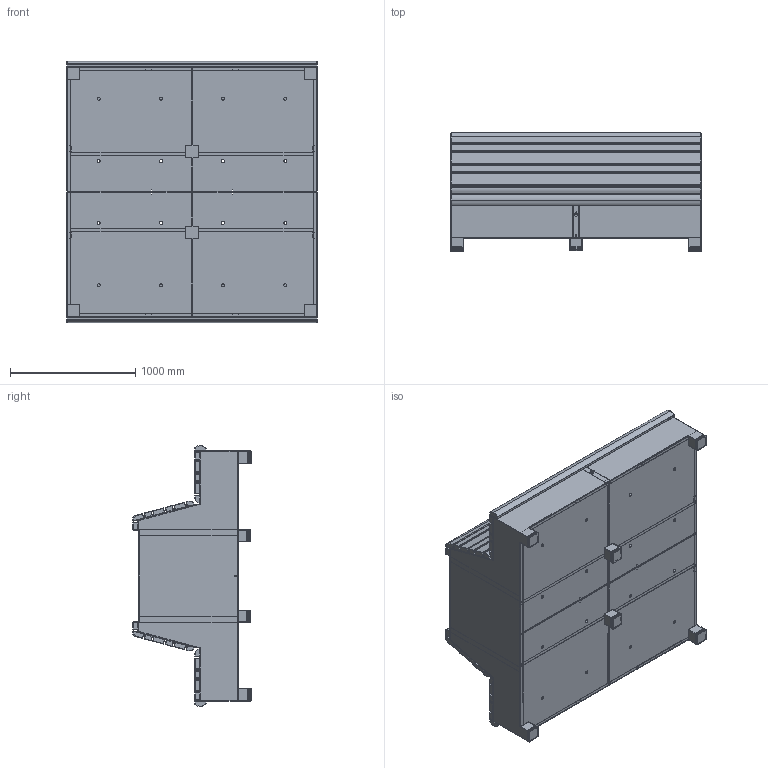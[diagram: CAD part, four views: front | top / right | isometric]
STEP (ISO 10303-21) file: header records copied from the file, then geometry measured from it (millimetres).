
FILE_DESCRIPTION (( 'STEP AP203' ), '1' );
FILE_NAME ('GP.2000.DB.CT.STEP', '2021-03-24T14:49:10', ( '' ), ( '' ), 'SwSTEP 2.0', 'SolidWorks 2020', '' );
FILE_SCHEMA (( 'CONFIG_CONTROL_DESIGN' ));
Length unit declared in the file: millimetre
Products named in the file (37): FURNS Brandtag sticker; GP.2000.DB.Ct Feet plate middle; GP.2000.DB.Ct Seat; GP.2000.DB.Ct Reinforcement-4; GP.2000.DB.Ct Wood Strip; GP.2000.DB.Ct Wood 60x40; GP.2000.DB.Ct Reinforcement-5; GP.2000.DB.Ct Reinforcement wall; GP.2000.DB.Ct Wood strip-2; GP.2000.DB.Ct Wood backrest; GP.2000.DB.Ct Wood backrest strip; GP.2000.DB.Ct Feet plate; GP.2000.DB.Ct Reinforcement-6; GP.2000.DB.Ct Wood sitting; GP.2000.DB.Ct Wood 90x40 top; GP.2000.DB.Ct Wood 90x40; GP.2000.DB.Ct Wall 2; GP.2000.DB.Ct Reinforcement-1; Gp.2000.DB.Ct Plastic feet 100x100; GP.2000.DB.Ct Wall-1; GP.2000.DB.CT; GP.2000.DB.Ct Reinforcement-2; GP.2000.DB.Ct Wood strip-1; GP.2000.DB.Ct Base; GP.2000.DB.Ct Reinforcement-3; GP.2000.DB.Ct Bottom-1; GP.2000.DB.Ct Wood 90x40 end; GP.2000.DB.Ct Wood front
Assembly tree (106 placements, depth 4):
  GP.2000.DB.CT
    GP.2000.DB.Ct Base
      GP.2000.DB.Ct Wall-1  x2
      GP.2000.DB.Ct Wall 2  x2
      GP.2000.DB.Ct Bottom-1  x4
      GP.2000.DB.Ct Reinforcement-1  x4
      GP.2000.DB.Ct Seat  x2
      GP.2000.DB.Ct Reinforcement wall  x4
      GP.2000.DB.Ct Reinforcement-2  x2
      GP.2000.DB.Ct Reinforcement-3  x2
      GP.2000.DB.Ct Feet plate  x4
      GP.2000.DB.Ct Feet plate middle  x4
      GP.2000.DB.Ct Reinforcement-4  x2
      GP.2000.DB.Ct Reinforcement-5  x2
      GP.2000.DB.Ct Reinforcement-6  x2
    GP.2000.DB.Ct Wood backrest
      GP.2000.DB.Ct Wood 90x40 top
      GP.2000.DB.Ct Wood 60x40  x3
      GP.2000.DB.Ct Wood 90x40  x2
      GP.2000.DB.Ct Wood 90x40 end
      GP.2000.DB.Ct Wood backrest strip  x4
    GP.2000.DB.Ct Wood sitting
      GP.2000.DB.Ct Wood front
      GP.2000.DB.Ct Wood 60x40  x2
      GP.2000.DB.Ct Wood 90x40  x2
      GP.2000.DB.Ct Wood 90x40 end
      GP.2000.DB.Ct Wood Strip
        GP.2000.DB.Ct Wood strip-1
        GP.2000.DB.Ct Wood strip-2
      GP.2000.DB.Ct Wood Strip
        GP.2000.DB.Ct Wood strip-1
        GP.2000.DB.Ct Wood strip-2
      GP.2000.DB.Ct Wood Strip
        GP.2000.DB.Ct Wood strip-1
        GP.2000.DB.Ct Wood strip-2
      GP.2000.DB.Ct Wood Strip
        GP.2000.DB.Ct Wood strip-1
        GP.2000.DB.Ct Wood strip-2
    GP.2000.DB.Ct Wood backrest
      GP.2000.DB.Ct Wood 90x40 top
      GP.2000.DB.Ct Wood 60x40  x3
      GP.2000.DB.Ct Wood 90x40  x2
      GP.2000.DB.Ct Wood 90x40 end
      GP.2000.DB.Ct Wood backrest strip  x4
    GP.2000.DB.Ct Wood sitting
      GP.2000.DB.Ct Wood front
      GP.2000.DB.Ct Wood 60x40  x2
      GP.2000.DB.Ct Wood 90x40  x2
      GP.2000.DB.Ct Wood 90x40 end
      GP.2000.DB.Ct Wood Strip
        GP.2000.DB.Ct Wood strip-1
        GP.2000.DB.Ct Wood strip-2
      GP.2000.DB.Ct Wood Strip
        GP.2000.DB.Ct Wood strip-1
        GP.2000.DB.Ct Wood strip-2
      GP.2000.DB.Ct Wood Strip
        GP.2000.DB.Ct Wood strip-1
        GP.2000.DB.Ct Wood strip-2
      GP.2000.DB.Ct Wood Strip
        GP.2000.DB.Ct Wood strip-1
Bounding box: 2000 x 944 x 2088 mm (x, y, z)
Volume: 199475597.7 mm3; surface area: 46266799.9 mm2
Topology: 93 solids, 93 shells, 4287 faces, 11007 edges, 6754 vertices
Faces by surface type: plane 2400, cylinder 1109, cone 416, sphere 228, bspline 118, torus 16
Entity records: 49452 total; most frequent: CARTESIAN_POINT 9498, ORIENTED_EDGE 7290, DIRECTION 6639, EDGE_CURVE 3645, VECTOR 2641, LINE 2641, VERTEX_POINT 2314, AXIS2_PLACEMENT_3D 1999
